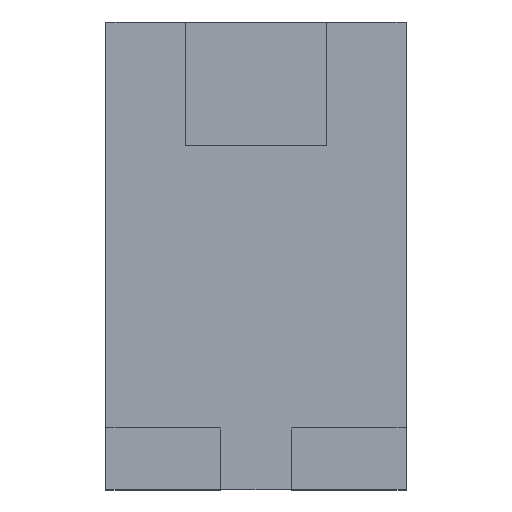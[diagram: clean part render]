
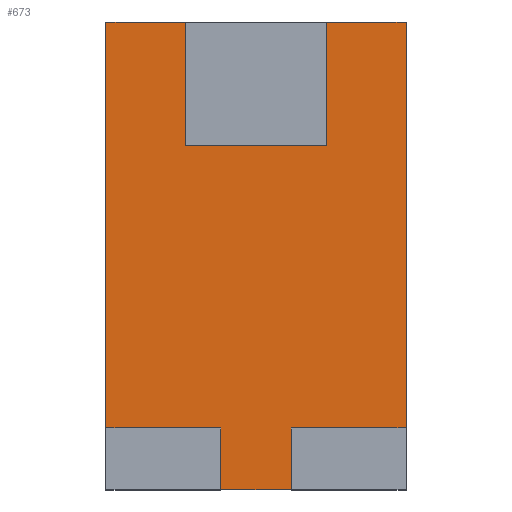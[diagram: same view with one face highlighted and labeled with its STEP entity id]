
A CAD part, top view. The second image highlights one B-rep face of the part: STEP entity #673.
In plain terms, the highlighted planar face has unit normal (0, 0, 1).
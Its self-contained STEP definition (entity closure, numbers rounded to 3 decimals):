
#251 = EDGE_CURVE('',#252,#254,#256,.T.);
#252 = VERTEX_POINT('',#253);
#253 = CARTESIAN_POINT('',(4.9,-1.8,3.6));
#254 = VERTEX_POINT('',#255);
#255 = CARTESIAN_POINT('',(4.9,1.7,3.6));
#256 = LINE('',#257,#258);
#257 = CARTESIAN_POINT('',(4.9,6.575,3.6));
#258 = VECTOR('',#259,1.);
#259 = DIRECTION('',(0.,1.,0.));
#291 = EDGE_CURVE('',#254,#292,#294,.T.);
#292 = VERTEX_POINT('',#293);
#293 = CARTESIAN_POINT('',(-1.6,1.7,3.6));
#294 = LINE('',#295,#296);
#295 = CARTESIAN_POINT('',(2.65,1.7,3.6));
#296 = VECTOR('',#297,1.);
#297 = DIRECTION('',(-1.,0.,0.));
#346 = EDGE_CURVE('',#347,#349,#351,.T.);
#347 = VERTEX_POINT('',#348);
#348 = CARTESIAN_POINT('',(15.4,1.7,3.6));
#349 = VERTEX_POINT('',#350);
#350 = CARTESIAN_POINT('',(8.9,1.7,3.6));
#351 = LINE('',#352,#353);
#352 = CARTESIAN_POINT('',(7.9,1.7,3.6));
#353 = VECTOR('',#354,1.);
#354 = DIRECTION('',(-1.,0.,0.));
#386 = EDGE_CURVE('',#349,#387,#389,.T.);
#387 = VERTEX_POINT('',#388);
#388 = CARTESIAN_POINT('',(8.9,-1.8,3.6));
#389 = LINE('',#390,#391);
#390 = CARTESIAN_POINT('',(8.9,4.825,3.6));
#391 = VECTOR('',#392,1.);
#392 = DIRECTION('',(0.,-1.,0.));
#452 = EDGE_CURVE('',#292,#453,#455,.T.);
#453 = VERTEX_POINT('',#454);
#454 = CARTESIAN_POINT('',(-1.6,24.7,3.6));
#455 = LINE('',#456,#457);
#456 = CARTESIAN_POINT('',(-1.6,24.7,3.6));
#457 = VECTOR('',#458,1.);
#458 = DIRECTION('',(0.,1.,0.));
#474 = EDGE_CURVE('',#475,#347,#477,.T.);
#475 = VERTEX_POINT('',#476);
#476 = CARTESIAN_POINT('',(15.4,24.7,3.6));
#477 = LINE('',#478,#479);
#478 = CARTESIAN_POINT('',(15.4,-1.8,3.6));
#479 = VECTOR('',#480,1.);
#480 = DIRECTION('',(0.,-1.,0.));
#507 = EDGE_CURVE('',#387,#252,#508,.T.);
#508 = LINE('',#509,#510);
#509 = CARTESIAN_POINT('',(-1.6,-1.8,3.6));
#510 = VECTOR('',#511,1.);
#511 = DIRECTION('',(-1.,0.,0.));
#532 = EDGE_CURVE('',#533,#535,#537,.T.);
#533 = VERTEX_POINT('',#534);
#534 = CARTESIAN_POINT('',(10.9,17.7,3.6));
#535 = VERTEX_POINT('',#536);
#536 = CARTESIAN_POINT('',(10.9,24.7,3.6));
#537 = LINE('',#538,#539);
#538 = CARTESIAN_POINT('',(10.9,17.7,3.6));
#539 = VECTOR('',#540,1.);
#540 = DIRECTION('',(0.,1.,0.));
#572 = EDGE_CURVE('',#573,#533,#575,.T.);
#573 = VERTEX_POINT('',#574);
#574 = CARTESIAN_POINT('',(2.9,17.7,3.6));
#575 = LINE('',#576,#577);
#576 = CARTESIAN_POINT('',(2.9,17.7,3.6));
#577 = VECTOR('',#578,1.);
#578 = DIRECTION('',(1.,0.,0.));
#603 = EDGE_CURVE('',#604,#573,#606,.T.);
#604 = VERTEX_POINT('',#605);
#605 = CARTESIAN_POINT('',(2.9,24.7,3.6));
#606 = LINE('',#607,#608);
#607 = CARTESIAN_POINT('',(2.9,24.7,3.6));
#608 = VECTOR('',#609,1.);
#609 = DIRECTION('',(0.,-1.,0.));
#653 = EDGE_CURVE('',#453,#604,#654,.T.);
#654 = LINE('',#655,#656);
#655 = CARTESIAN_POINT('',(15.4,24.7,3.6));
#656 = VECTOR('',#657,1.);
#657 = DIRECTION('',(1.,0.,0.));
#662 = EDGE_CURVE('',#535,#475,#663,.T.);
#663 = LINE('',#664,#665);
#664 = CARTESIAN_POINT('',(15.4,24.7,3.6));
#665 = VECTOR('',#666,1.);
#666 = DIRECTION('',(1.,0.,0.));
#673 = ADVANCED_FACE('',(#674),#688,.F.);
#674 = FACE_BOUND('',#675,.T.);
#675 = EDGE_LOOP('',(#676,#677,#678,#679,#680,#681,#682,#683,#684,#685,
    #686,#687));
#676 = ORIENTED_EDGE('',*,*,#291,.F.);
#677 = ORIENTED_EDGE('',*,*,#251,.F.);
#678 = ORIENTED_EDGE('',*,*,#507,.F.);
#679 = ORIENTED_EDGE('',*,*,#386,.F.);
#680 = ORIENTED_EDGE('',*,*,#346,.F.);
#681 = ORIENTED_EDGE('',*,*,#474,.F.);
#682 = ORIENTED_EDGE('',*,*,#662,.F.);
#683 = ORIENTED_EDGE('',*,*,#532,.F.);
#684 = ORIENTED_EDGE('',*,*,#572,.F.);
#685 = ORIENTED_EDGE('',*,*,#603,.F.);
#686 = ORIENTED_EDGE('',*,*,#653,.F.);
#687 = ORIENTED_EDGE('',*,*,#452,.F.);
#688 = PLANE('',#689);
#689 = AXIS2_PLACEMENT_3D('',#690,#691,#692);
#690 = CARTESIAN_POINT('',(6.9,11.45,3.6));
#691 = DIRECTION('',(0.,0.,-1.));
#692 = DIRECTION('',(1.,0.,0.));
